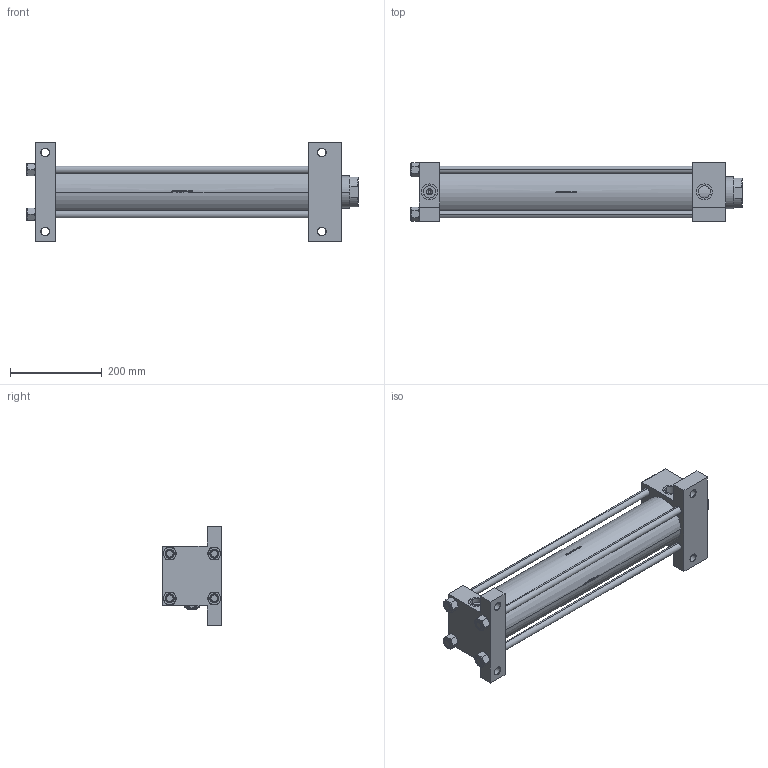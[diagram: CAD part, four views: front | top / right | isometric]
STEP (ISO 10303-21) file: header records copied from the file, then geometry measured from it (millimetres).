
FILE_DESCRIPTION (( 'STEP AP203' ), '1' );
FILE_NAME ('fac9.STEP', '2024-05-22T17:54:21', ( '' ), ( '' ), 'SwSTEP 2.0', 'SolidWorks 2019', '' );
FILE_SCHEMA (( 'CONFIG_CONTROL_DESIGN' ));
Length unit declared in the file: millimetre
Products named in the file (7): fac9; V215_VC_A 13ac3bb228d727a571b2ddb7e8968374; V215CR_G_TYCINKA 13ac3bb228d727a571b2ddb7e8968374; Zatka_pro_OIL_PORT 13ac3bb228d727a571b2ddb7e8968374; V215CR_G_Body 13ac3bb228d727a571b2ddb7e8968374; V215CR_VCP_G 13ac3bb228d727a571b2ddb7e8968374; NUT_M5_G 13ac3bb228d727a571b2ddb7e8968374
Assembly tree (13 placements, depth 2):
  fac9
    V215CR_G_Body 13ac3bb228d727a571b2ddb7e8968374
    V215CR_VCP_G 13ac3bb228d727a571b2ddb7e8968374
    V215CR_G_TYCINKA 13ac3bb228d727a571b2ddb7e8968374  x4
    NUT_M5_G 13ac3bb228d727a571b2ddb7e8968374  x4
    V215_VC_A 13ac3bb228d727a571b2ddb7e8968374
    Zatka_pro_OIL_PORT 13ac3bb228d727a571b2ddb7e8968374  x2
Bounding box: 723 x 130 x 216 mm (x, y, z)
Volume: 5573528.5 mm3; surface area: 891495.1 mm2
Topology: 13 solids, 13 shells, 1231 faces, 3130 edges, 2013 vertices
Faces by surface type: plane 525, bspline 380, cone 186, cylinder 132, torus 8
Entity records: 50027 total; most frequent: CARTESIAN_POINT 26749, ORIENTED_EDGE 5332, DIRECTION 3350, EDGE_CURVE 2666, VERTEX_POINT 1733, LINE 1354, VECTOR 1354, EDGE_LOOP 1143
